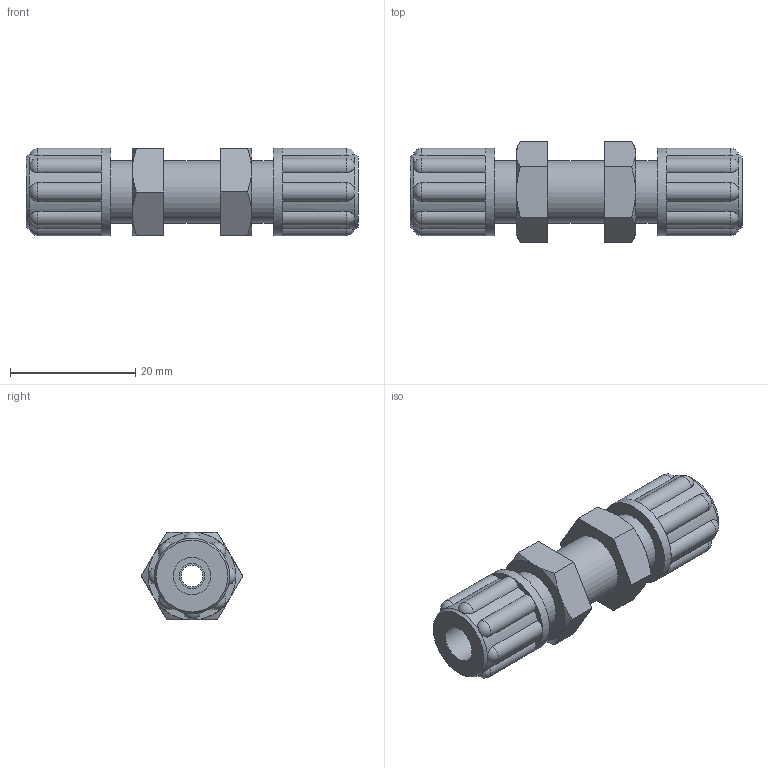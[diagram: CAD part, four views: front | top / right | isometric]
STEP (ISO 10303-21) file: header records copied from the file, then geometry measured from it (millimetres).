
FILE_DESCRIPTION(/* description */ (''),/* implementation_level */ '2;1');
FILE_NAME(/* name */ '1A101T40xx.stp',/* time_stamp */ '2019-12-04T14:36:57+01:00',/* author */ ('SoMue'),/* organization */ (''),/* preprocessor_version */ 'ST-DEVELOPER v17',/* originating_system */ 'Autodesk Inventor 2018',/* authorisation */ '');
FILE_SCHEMA (('CONFIG_CONTROL_DESIGN'));
Length unit declared in the file: millimetre
Products named in the file (1): 1A101T40xx
Bounding box: 53 x 16.17 x 14 mm (x, y, z)
Volume: 5624.3 mm3; surface area: 4418.5 mm2
Topology: 2 solids, 2 shells, 112 faces, 270 edges, 170 vertices
Faces by surface type: cylinder 42, plane 40, sphere 16, cone 14
Full cylindrical faces by diameter (mm): 3.4 x1, 4 x2, 6 x2, 10 x3, 14 x2
Entity records: 3610 total; most frequent: CARTESIAN_POINT 953, DIRECTION 586, ORIENTED_EDGE 540, EDGE_CURVE 270, AXIS2_PLACEMENT_3D 259, VERTEX_POINT 170, CIRCLE 146, EDGE_LOOP 124
